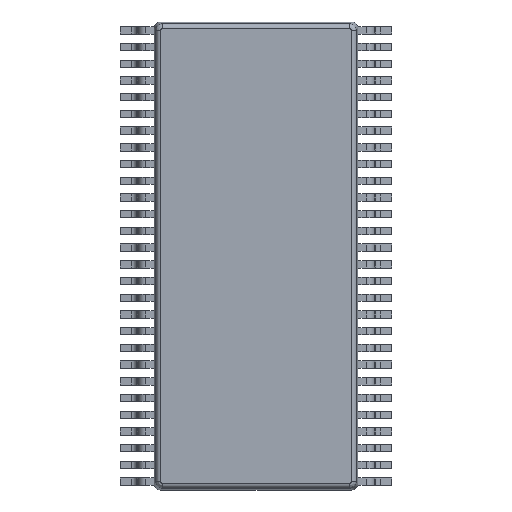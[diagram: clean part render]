
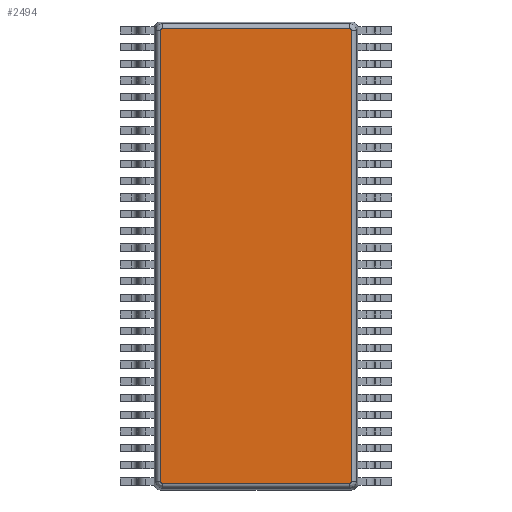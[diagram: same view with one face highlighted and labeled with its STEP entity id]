
A CAD part, top view. The second image highlights one B-rep face of the part: STEP entity #2494.
In plain terms, the highlighted face is planar.
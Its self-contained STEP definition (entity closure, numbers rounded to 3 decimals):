
#1000=DIRECTION('',(0.,0.,1.));
#1001=VECTOR('',#1000,5.6);
#1002=CARTESIAN_POINT('',(-6.799,0.425,-2.8));
#1003=LINE('',#1002,#1001);
#1030=CARTESIAN_POINT('',(6.799,0.425,2.8));
#1031=CARTESIAN_POINT('',(6.799,0.425,2.801));
#1032=CARTESIAN_POINT('',(6.799,0.425,2.804));
#1033=CARTESIAN_POINT('',(6.799,0.425,2.809));
#1034=CARTESIAN_POINT('',(6.798,0.425,2.813));
#1035=CARTESIAN_POINT('',(6.796,0.425,2.817));
#1036=CARTESIAN_POINT('',(6.795,0.425,2.821));
#1037=CARTESIAN_POINT('',(6.793,0.425,2.825));
#1038=CARTESIAN_POINT('',(6.79,0.425,2.828));
#1039=CARTESIAN_POINT('',(6.788,0.425,2.832));
#1040=CARTESIAN_POINT('',(6.785,0.425,2.835));
#1041=CARTESIAN_POINT('',(6.782,0.425,2.838));
#1042=CARTESIAN_POINT('',(6.778,0.425,2.84));
#1043=CARTESIAN_POINT('',(6.775,0.425,2.843));
#1044=CARTESIAN_POINT('',(6.771,0.425,2.845));
#1045=CARTESIAN_POINT('',(6.767,0.425,2.846));
#1046=CARTESIAN_POINT('',(6.763,0.425,2.848));
#1047=CARTESIAN_POINT('',(6.759,0.425,2.849));
#1048=CARTESIAN_POINT('',(6.754,0.425,2.849));
#1049=CARTESIAN_POINT('',(6.751,0.425,2.849));
#1050=CARTESIAN_POINT('',(6.75,0.425,2.849));
#1055=CARTESIAN_POINT('',(-6.75,0.425,2.849));
#1056=CARTESIAN_POINT('',(-6.751,0.425,2.849));
#1057=CARTESIAN_POINT('',(-6.754,0.425,2.849));
#1058=CARTESIAN_POINT('',(-6.759,0.425,2.849));
#1059=CARTESIAN_POINT('',(-6.763,0.425,2.848));
#1060=CARTESIAN_POINT('',(-6.767,0.425,2.846));
#1061=CARTESIAN_POINT('',(-6.771,0.425,2.845));
#1062=CARTESIAN_POINT('',(-6.775,0.425,2.843));
#1063=CARTESIAN_POINT('',(-6.778,0.425,2.84));
#1064=CARTESIAN_POINT('',(-6.782,0.425,2.838));
#1065=CARTESIAN_POINT('',(-6.785,0.425,2.835));
#1066=CARTESIAN_POINT('',(-6.788,0.425,2.832));
#1067=CARTESIAN_POINT('',(-6.79,0.425,2.828));
#1068=CARTESIAN_POINT('',(-6.793,0.425,2.825));
#1069=CARTESIAN_POINT('',(-6.795,0.425,2.821));
#1070=CARTESIAN_POINT('',(-6.796,0.425,2.817));
#1071=CARTESIAN_POINT('',(-6.798,0.425,2.813));
#1072=CARTESIAN_POINT('',(-6.799,0.425,2.809));
#1073=CARTESIAN_POINT('',(-6.799,0.425,2.804));
#1074=CARTESIAN_POINT('',(-6.799,0.425,2.801));
#1075=CARTESIAN_POINT('',(-6.799,0.425,2.8));
#1080=CARTESIAN_POINT('',(-6.799,0.425,-2.8));
#1081=CARTESIAN_POINT('',(-6.799,0.425,-2.801));
#1082=CARTESIAN_POINT('',(-6.799,0.425,-2.804));
#1083=CARTESIAN_POINT('',(-6.799,0.425,-2.809));
#1084=CARTESIAN_POINT('',(-6.798,0.425,-2.813));
#1085=CARTESIAN_POINT('',(-6.796,0.425,-2.817));
#1086=CARTESIAN_POINT('',(-6.795,0.425,-2.821));
#1087=CARTESIAN_POINT('',(-6.793,0.425,-2.825));
#1088=CARTESIAN_POINT('',(-6.79,0.425,-2.828));
#1089=CARTESIAN_POINT('',(-6.788,0.425,-2.832));
#1090=CARTESIAN_POINT('',(-6.785,0.425,-2.835));
#1091=CARTESIAN_POINT('',(-6.782,0.425,-2.838));
#1092=CARTESIAN_POINT('',(-6.778,0.425,-2.84));
#1093=CARTESIAN_POINT('',(-6.775,0.425,-2.843));
#1094=CARTESIAN_POINT('',(-6.771,0.425,-2.845));
#1095=CARTESIAN_POINT('',(-6.767,0.425,-2.846));
#1096=CARTESIAN_POINT('',(-6.763,0.425,-2.848));
#1097=CARTESIAN_POINT('',(-6.759,0.425,-2.849));
#1098=CARTESIAN_POINT('',(-6.754,0.425,-2.849));
#1099=CARTESIAN_POINT('',(-6.751,0.425,-2.849));
#1100=CARTESIAN_POINT('',(-6.75,0.425,-2.849));
#1105=CARTESIAN_POINT('',(6.75,0.425,-2.849));
#1106=CARTESIAN_POINT('',(6.751,0.425,-2.849));
#1107=CARTESIAN_POINT('',(6.754,0.425,-2.849));
#1108=CARTESIAN_POINT('',(6.759,0.425,-2.849));
#1109=CARTESIAN_POINT('',(6.763,0.425,-2.848));
#1110=CARTESIAN_POINT('',(6.767,0.425,-2.846));
#1111=CARTESIAN_POINT('',(6.771,0.425,-2.845));
#1112=CARTESIAN_POINT('',(6.775,0.425,-2.843));
#1113=CARTESIAN_POINT('',(6.778,0.425,-2.84));
#1114=CARTESIAN_POINT('',(6.782,0.425,-2.838));
#1115=CARTESIAN_POINT('',(6.785,0.425,-2.835));
#1116=CARTESIAN_POINT('',(6.788,0.425,-2.832));
#1117=CARTESIAN_POINT('',(6.79,0.425,-2.828));
#1118=CARTESIAN_POINT('',(6.793,0.425,-2.825));
#1119=CARTESIAN_POINT('',(6.795,0.425,-2.821));
#1120=CARTESIAN_POINT('',(6.796,0.425,-2.817));
#1121=CARTESIAN_POINT('',(6.798,0.425,-2.813));
#1122=CARTESIAN_POINT('',(6.799,0.425,-2.809));
#1123=CARTESIAN_POINT('',(6.799,0.425,-2.804));
#1124=CARTESIAN_POINT('',(6.799,0.425,-2.801));
#1125=CARTESIAN_POINT('',(6.799,0.425,-2.8));
#1130=DIRECTION('',(0.,0.,-1.));
#1131=VECTOR('',#1130,5.6);
#1132=CARTESIAN_POINT('',(6.799,0.425,2.8));
#1133=LINE('',#1132,#1131);
#1185=DIRECTION('',(-1.,0.,0.));
#1186=VECTOR('',#1185,13.5);
#1187=CARTESIAN_POINT('',(6.75,0.425,-2.849));
#1188=LINE('',#1187,#1186);
#1265=DIRECTION('',(1.,0.,0.));
#1266=VECTOR('',#1265,13.5);
#1267=CARTESIAN_POINT('',(-6.75,0.425,2.849));
#1268=LINE('',#1267,#1266);
#1399=CARTESIAN_POINT('',(6.799,0.425,2.8));
#1400=CARTESIAN_POINT('',(6.799,0.425,-2.8));
#1401=VERTEX_POINT('',#1399);
#1402=VERTEX_POINT('',#1400);
#1405=CARTESIAN_POINT('',(-6.75,0.425,2.849));
#1406=CARTESIAN_POINT('',(6.75,0.425,2.849));
#1407=VERTEX_POINT('',#1405);
#1408=VERTEX_POINT('',#1406);
#1411=CARTESIAN_POINT('',(-6.799,0.425,-2.8));
#1412=CARTESIAN_POINT('',(-6.799,0.425,2.8));
#1413=VERTEX_POINT('',#1411);
#1414=VERTEX_POINT('',#1412);
#1415=CARTESIAN_POINT('',(6.75,0.425,-2.849));
#1416=CARTESIAN_POINT('',(-6.75,0.425,-2.849));
#1417=VERTEX_POINT('',#1415);
#1418=VERTEX_POINT('',#1416);
#2473=CARTESIAN_POINT('',(0.,0.425,0.));
#2474=DIRECTION('',(0.,1.,0.));
#2475=DIRECTION('',(1.,0.,0.));
#2476=AXIS2_PLACEMENT_3D('',#2473,#2474,#2475);
#2477=PLANE('',#2476);
#2479=ORIENTED_EDGE('',*,*,#2478,.F.);
#2481=ORIENTED_EDGE('',*,*,#2480,.T.);
#2483=ORIENTED_EDGE('',*,*,#2482,.F.);
#2484=ORIENTED_EDGE('',*,*,#2451,.T.);
#2485=ORIENTED_EDGE('',*,*,#2464,.F.);
#2487=ORIENTED_EDGE('',*,*,#2486,.T.);
#2489=ORIENTED_EDGE('',*,*,#2488,.F.);
#2491=ORIENTED_EDGE('',*,*,#2490,.T.);
#2492=EDGE_LOOP('',(#2479,#2481,#2483,#2484,#2485,#2487,#2489,#2491));
#2493=FACE_OUTER_BOUND('',#2492,.F.);
#2494=ADVANCED_FACE('',(#2493),#2477,.T.);
#1051=B_SPLINE_CURVE_WITH_KNOTS('',3,(#1030,#1031,#1032,#1033,#1034,#1035,#1036,
#1037,#1038,#1039,#1040,#1041,#1042,#1043,#1044,#1045,#1046,#1047,#1048,#1049,
#1050),.UNSPECIFIED.,.F.,.F.,(4,1,1,1,1,1,1,1,1,1,1,1,1,1,1,1,1,1,4),(0.,
0.056,0.111,0.167,0.222,
0.278,0.333,0.389,0.444,0.5,
0.556,0.611,0.667,0.722,
0.778,0.833,0.889,0.944,1.),
.UNSPECIFIED.);
#1076=B_SPLINE_CURVE_WITH_KNOTS('',3,(#1055,#1056,#1057,#1058,#1059,#1060,#1061,
#1062,#1063,#1064,#1065,#1066,#1067,#1068,#1069,#1070,#1071,#1072,#1073,#1074,
#1075),.UNSPECIFIED.,.F.,.F.,(4,1,1,1,1,1,1,1,1,1,1,1,1,1,1,1,1,1,4),(0.,
0.056,0.111,0.167,0.222,
0.278,0.333,0.389,0.444,0.5,
0.556,0.611,0.667,0.722,
0.778,0.833,0.889,0.944,1.),
.UNSPECIFIED.);
#1101=B_SPLINE_CURVE_WITH_KNOTS('',3,(#1080,#1081,#1082,#1083,#1084,#1085,#1086,
#1087,#1088,#1089,#1090,#1091,#1092,#1093,#1094,#1095,#1096,#1097,#1098,#1099,
#1100),.UNSPECIFIED.,.F.,.F.,(4,1,1,1,1,1,1,1,1,1,1,1,1,1,1,1,1,1,4),(0.,
0.056,0.111,0.167,0.222,
0.278,0.333,0.389,0.444,0.5,
0.556,0.611,0.667,0.722,
0.778,0.833,0.889,0.944,1.),
.UNSPECIFIED.);
#1126=B_SPLINE_CURVE_WITH_KNOTS('',3,(#1105,#1106,#1107,#1108,#1109,#1110,#1111,
#1112,#1113,#1114,#1115,#1116,#1117,#1118,#1119,#1120,#1121,#1122,#1123,#1124,
#1125),.UNSPECIFIED.,.F.,.F.,(4,1,1,1,1,1,1,1,1,1,1,1,1,1,1,1,1,1,4),(0.,
0.056,0.111,0.167,0.222,
0.278,0.333,0.389,0.444,0.5,
0.556,0.611,0.667,0.722,
0.778,0.833,0.889,0.944,1.),
.UNSPECIFIED.);
#2451=EDGE_CURVE('',#1407,#1414,#1076,.T.);
#2464=EDGE_CURVE('',#1413,#1414,#1003,.T.);
#2478=EDGE_CURVE('',#1401,#1402,#1133,.T.);
#2480=EDGE_CURVE('',#1401,#1408,#1051,.T.);
#2482=EDGE_CURVE('',#1407,#1408,#1268,.T.);
#2486=EDGE_CURVE('',#1413,#1418,#1101,.T.);
#2488=EDGE_CURVE('',#1417,#1418,#1188,.T.);
#2490=EDGE_CURVE('',#1417,#1402,#1126,.T.);
